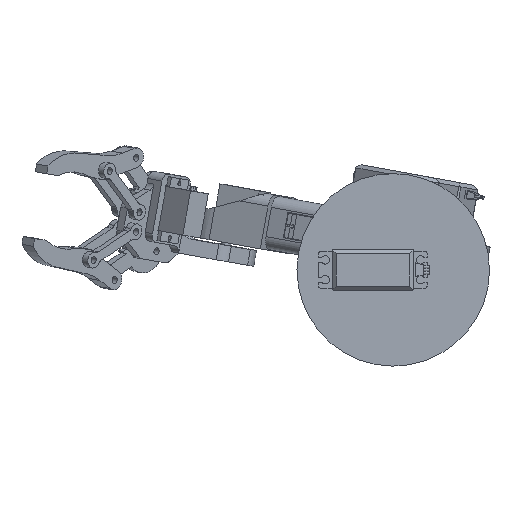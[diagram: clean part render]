
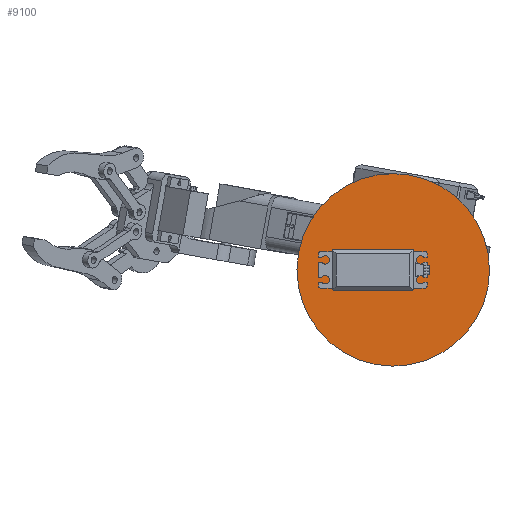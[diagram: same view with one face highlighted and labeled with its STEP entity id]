
A CAD part, front view. The second image highlights one B-rep face of the part: STEP entity #9100.
In plain terms, the highlighted planar face has unit normal (0, -1, 0).
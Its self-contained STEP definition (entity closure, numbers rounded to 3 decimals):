
#328=FACE_BOUND('',#1259,.T.);
#329=FACE_BOUND('',#1260,.T.);
#330=FACE_BOUND('',#1261,.T.);
#448=PLANE('',#9803);
#711=FACE_OUTER_BOUND('',#1258,.T.);
#1258=EDGE_LOOP('',(#6195));
#1259=EDGE_LOOP('',(#6196));
#1260=EDGE_LOOP('',(#6197));
#1261=EDGE_LOOP('',(#6198));
#3405=CIRCLE('',#9788,3.75);
#3407=CIRCLE('',#9791,1.5);
#3409=CIRCLE('',#9794,1.5);
#3410=CIRCLE('',#9796,48.5);
#3899=VERTEX_POINT('',#13754);
#3901=VERTEX_POINT('',#13760);
#3903=VERTEX_POINT('',#13766);
#3904=VERTEX_POINT('',#13770);
#4793=EDGE_CURVE('',#3899,#3899,#3405,.T.);
#4796=EDGE_CURVE('',#3901,#3901,#3407,.T.);
#4799=EDGE_CURVE('',#3903,#3903,#3409,.T.);
#4800=EDGE_CURVE('',#3904,#3904,#3410,.T.);
#6195=ORIENTED_EDGE('',*,*,#4800,.F.);
#6196=ORIENTED_EDGE('',*,*,#4793,.F.);
#6197=ORIENTED_EDGE('',*,*,#4796,.F.);
#6198=ORIENTED_EDGE('',*,*,#4799,.F.);
#9100=ADVANCED_FACE('',(#711,#328,#329,#330),#448,.F.);
#9788=AXIS2_PLACEMENT_3D('',#13756,#10881,#10882);
#9791=AXIS2_PLACEMENT_3D('',#13762,#10888,#10889);
#9794=AXIS2_PLACEMENT_3D('',#13768,#10895,#10896);
#9796=AXIS2_PLACEMENT_3D('',#13771,#10899,#10900);
#9803=AXIS2_PLACEMENT_3D('',#13835,#10933,#10934);
#10881=DIRECTION('center_axis',(0.,-1.,0.));
#10882=DIRECTION('ref_axis',(0.,0.,-1.));
#10888=DIRECTION('center_axis',(0.,-1.,0.));
#10889=DIRECTION('ref_axis',(0.,0.,-1.));
#10895=DIRECTION('center_axis',(0.,-1.,0.));
#10896=DIRECTION('ref_axis',(0.,0.,-1.));
#10899=DIRECTION('center_axis',(0.,1.,0.));
#10900=DIRECTION('ref_axis',(0.,0.,1.));
#10933=DIRECTION('center_axis',(0.,1.,0.));
#10934=DIRECTION('ref_axis',(0.,0.,1.));
#13754=CARTESIAN_POINT('',(0.,0.,3.75));
#13756=CARTESIAN_POINT('Origin',(0.,0.,0.));
#13760=CARTESIAN_POINT('',(0.,0.,8.75));
#13762=CARTESIAN_POINT('Origin',(0.,0.,7.25));
#13766=CARTESIAN_POINT('',(0.,0.,-5.75));
#13768=CARTESIAN_POINT('Origin',(0.,0.,-7.25));
#13770=CARTESIAN_POINT('',(0.,0.,48.5));
#13771=CARTESIAN_POINT('Origin',(0.,0.,0.));
#13835=CARTESIAN_POINT('Origin',(0.,0.,0.));
